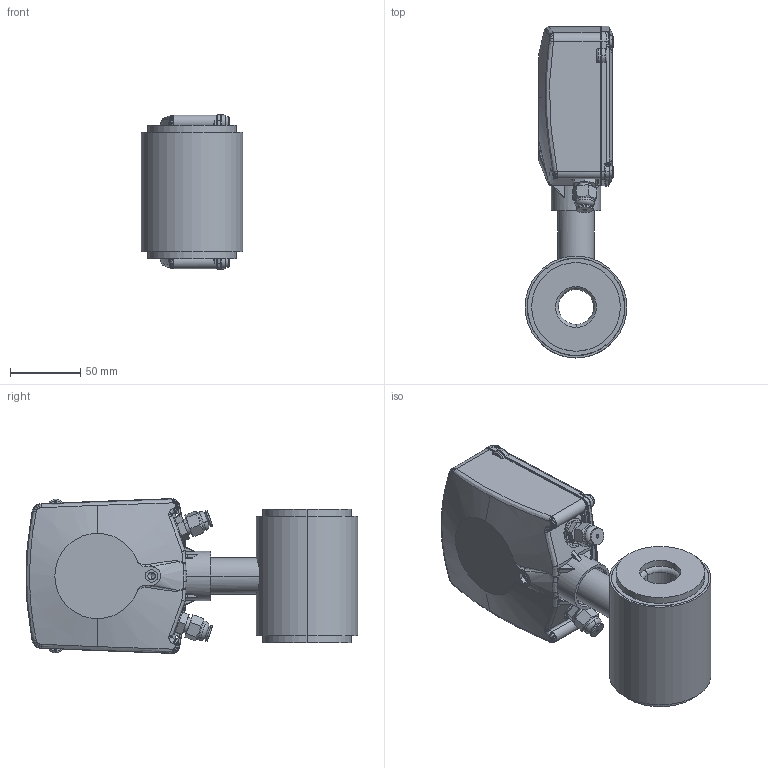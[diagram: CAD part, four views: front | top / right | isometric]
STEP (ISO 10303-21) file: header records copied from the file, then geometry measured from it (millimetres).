
FILE_DESCRIPTION (( 'STEP AP203' ), '1' );
FILE_NAME ('杬2 羼25.STEP', '2022-09-16T13:07:44', ( '' ), ( '' ), 'SwSTEP 2.0', 'SolidWorks 2014', '' );
FILE_SCHEMA (( 'CONFIG_CONTROL_DESIGN' ));
Length unit declared in the file: millimetre
Products named in the file (15): ãèäðîââîä ñáîðêà; Êîðïóñ-1 ïîä Ìå; 鏝鋋瘔 鼁闉罻; Êðûøêà íåïð. îðàíæ; 膰錪犩 25; øóðóï; 栺鍣罻 羼25; ãèäðîââîä îñíîâàíèå; 杬2 羼25; ãàéêà1 äëÿ ãèäðîââîäà; ãèäðîââîä 2 ãàéêà; ãèäðîââîä çàãëóøêà; ﾊ鮻 25; ãèäðîââîä ïðîêëàäêà; êàòóøêà 25
Assembly tree (19 placements, depth 4):
  杬2 羼25
    ﾊ鮻 25
    êàòóøêà 25
    鏝鋋瘔 鼁闉罻
      Êîðïóñ-1 ïîä Ìå
      Êðûøêà íåïð. îðàíæ
      øóðóï  x4
      ãèäðîââîä ñáîðêà  x2
        ãèäðîââîä îñíîâàíèå
        ãàéêà1 äëÿ ãèäðîââîäà
        ãèäðîââîä 2 ãàéêà
        ãèäðîââîä çàãëóøêà
        ãèäðîââîä ïðîêëàäêà
    膰錪犩 25  x2
    栺鍣罻 羼25
Bounding box: 72.3 x 235.85 x 110 mm (x, y, z)
Volume: 307956.6 mm3; surface area: 193523.1 mm2
Topology: 21 solids, 21 shells, 902 faces, 2275 edges, 1442 vertices
Faces by surface type: cylinder 330, plane 294, bspline 136, cone 79, torus 55, sphere 8
Entity records: 31863 total; most frequent: CARTESIAN_POINT 13523, ORIENTED_EDGE 3700, DIRECTION 3209, EDGE_CURVE 1850, AXIS2_PLACEMENT_3D 1280, VERTEX_POINT 1180, EDGE_LOOP 806, FACE_OUTER_BOUND 726
